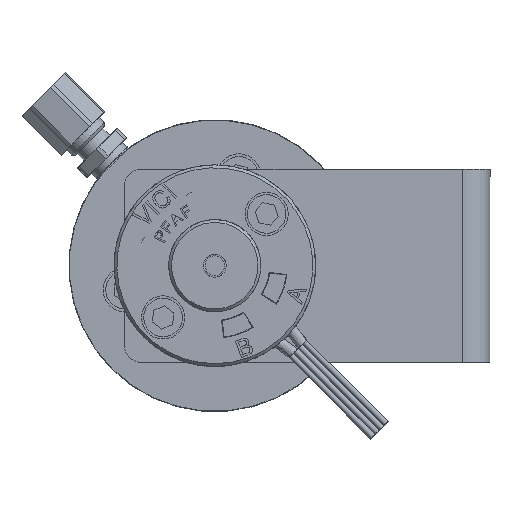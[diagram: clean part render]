
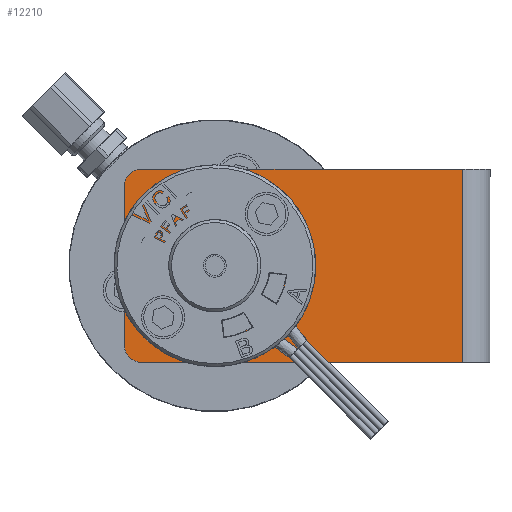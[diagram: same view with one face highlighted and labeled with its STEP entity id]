
A CAD part, left-side view. The second image highlights one B-rep face of the part: STEP entity #12210.
In plain terms, the highlighted planar face has unit normal (-1, 0, 0).
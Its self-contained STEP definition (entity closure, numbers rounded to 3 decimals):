
#11924=CARTESIAN_POINT('',(-118.244,4.78,0.));
#11925=VERTEX_POINT('',#11924);
#11974=CARTESIAN_POINT('',(-118.244,60.45,0.));
#11975=VERTEX_POINT('',#11974);
#11982=CARTESIAN_POINT('',(-118.244,60.45,0.));
#11983=DIRECTION('',(0.0,-1.0,0.0));
#11984=VECTOR('',#11983,55.67);
#11985=LINE('',#11982,#11984);
#11986=EDGE_CURVE('',#11975,#11925,#11985,.T.);
#11996=CARTESIAN_POINT('',(-118.244,4.78,-33.528));
#11997=VERTEX_POINT('',#11996);
#12014=CARTESIAN_POINT('',(-118.244,4.78,0.));
#12015=DIRECTION('',(0.0,0.0,-1.0));
#12016=VECTOR('',#12015,33.528);
#12017=LINE('',#12014,#12016);
#12018=EDGE_CURVE('',#11925,#11997,#12017,.T.);
#12070=CARTESIAN_POINT('',(-118.244,63.5,0.));
#12071=DIRECTION('',(-1.0,0.0,0.0));
#12072=DIRECTION('',(0.0,0.0,1.0));
#12073=AXIS2_PLACEMENT_3D('',#12070,#12071,#12072);
#12074=PLANE('',#12073);
#12075=ORIENTED_EDGE('',*,*,#12018,.F.);
#12076=ORIENTED_EDGE('',*,*,#11986,.F.);
#12077=CARTESIAN_POINT('',(-118.244,63.5,-3.05));
#12078=VERTEX_POINT('',#12077);
#12079=CARTESIAN_POINT('',(-118.244,60.45,-3.05));
#12080=DIRECTION('',(1.0,0.,0.));
#12081=DIRECTION('',(0.,0.707,0.707));
#12082=AXIS2_PLACEMENT_3D('',#12079,#12080,#12081);
#12083=CIRCLE('',#12082,3.05);
#12084=EDGE_CURVE('',#12078,#11975,#12083,.T.);
#12085=ORIENTED_EDGE('',*,*,#12084,.F.);
#12086=CARTESIAN_POINT('',(-118.244,63.5,-30.478));
#12087=VERTEX_POINT('',#12086);
#12088=CARTESIAN_POINT('',(-118.244,63.5,-3.05));
#12089=DIRECTION('',(0.0,0.0,-1.0));
#12090=VECTOR('',#12089,27.428);
#12091=LINE('',#12088,#12090);
#12092=EDGE_CURVE('',#12078,#12087,#12091,.T.);
#12093=ORIENTED_EDGE('',*,*,#12092,.T.);
#12094=CARTESIAN_POINT('',(-118.244,60.45,-33.528));
#12095=VERTEX_POINT('',#12094);
#12096=CARTESIAN_POINT('',(-118.244,60.45,-30.478));
#12097=DIRECTION('',(1.0,0.,0.));
#12098=DIRECTION('',(0.,0.707,-0.707));
#12099=AXIS2_PLACEMENT_3D('',#12096,#12097,#12098);
#12100=CIRCLE('',#12099,3.05);
#12101=EDGE_CURVE('',#12095,#12087,#12100,.T.);
#12102=ORIENTED_EDGE('',*,*,#12101,.F.);
#12103=CARTESIAN_POINT('',(-118.244,60.45,-33.528));
#12104=DIRECTION('',(0.0,-1.0,0.0));
#12105=VECTOR('',#12104,55.67);
#12106=LINE('',#12103,#12105);
#12107=EDGE_CURVE('',#12095,#11997,#12106,.T.);
#12108=ORIENTED_EDGE('',*,*,#12107,.T.);
#12109=EDGE_LOOP('',(#12075,#12076,#12085,#12093,#12102,#12108));
#12110=FACE_OUTER_BOUND('',#12109,.T.);
#12111=CARTESIAN_POINT('',(-118.244,55.205,-24.217));
#12112=VERTEX_POINT('',#12111);
#12113=CARTESIAN_POINT('',(-118.244,56.732,-25.744));
#12114=DIRECTION('',(1.0,0.,0.));
#12115=DIRECTION('',(0.,-0.707,0.707));
#12116=AXIS2_PLACEMENT_3D('',#12113,#12114,#12115);
#12117=CIRCLE('',#12116,2.16);
#12118=EDGE_CURVE('',#12112,#12112,#12117,.T.);
#12119=ORIENTED_EDGE('',*,*,#12118,.T.);
#12120=EDGE_LOOP('',(#12119));
#12121=FACE_BOUND('',#12120,.T.);
#12122=CARTESIAN_POINT('',(-118.244,58.292,-16.764));
#12123=VERTEX_POINT('',#12122);
#12124=CARTESIAN_POINT('',(-118.244,60.452,-16.764));
#12125=DIRECTION('',(1.0,0.0,0.0));
#12126=DIRECTION('',(0.0,-1.0,0.0));
#12127=AXIS2_PLACEMENT_3D('',#12124,#12125,#12126);
#12128=CIRCLE('',#12127,2.16);
#12129=EDGE_CURVE('',#12123,#12123,#12128,.T.);
#12130=ORIENTED_EDGE('',*,*,#12129,.T.);
#12131=EDGE_LOOP('',(#12130));
#12132=FACE_BOUND('',#12131,.T.);
#12133=CARTESIAN_POINT('',(-118.244,55.205,-9.311));
#12134=VERTEX_POINT('',#12133);
#12135=CARTESIAN_POINT('',(-118.244,56.732,-7.784));
#12136=DIRECTION('',(1.0,0.,0.));
#12137=DIRECTION('',(0.,-0.707,-0.707));
#12138=AXIS2_PLACEMENT_3D('',#12135,#12136,#12137);
#12139=CIRCLE('',#12138,2.16);
#12140=EDGE_CURVE('',#12134,#12134,#12139,.T.);
#12141=ORIENTED_EDGE('',*,*,#12140,.T.);
#12142=EDGE_LOOP('',(#12141));
#12143=FACE_BOUND('',#12142,.T.);
#12144=CARTESIAN_POINT('',(-118.244,47.752,-6.224));
#12145=VERTEX_POINT('',#12144);
#12146=CARTESIAN_POINT('',(-118.244,47.752,-4.064));
#12147=DIRECTION('',(1.0,0.0,0.0));
#12148=DIRECTION('',(0.0,0.0,-1.0));
#12149=AXIS2_PLACEMENT_3D('',#12146,#12147,#12148);
#12150=CIRCLE('',#12149,2.16);
#12151=EDGE_CURVE('',#12145,#12145,#12150,.T.);
#12152=ORIENTED_EDGE('',*,*,#12151,.T.);
#12153=EDGE_LOOP('',(#12152));
#12154=FACE_BOUND('',#12153,.T.);
#12155=CARTESIAN_POINT('',(-118.244,40.299,-9.311));
#12156=VERTEX_POINT('',#12155);
#12157=CARTESIAN_POINT('',(-118.244,38.772,-7.784));
#12158=DIRECTION('',(1.0,0.,0.));
#12159=DIRECTION('',(0.,0.707,-0.707));
#12160=AXIS2_PLACEMENT_3D('',#12157,#12158,#12159);
#12161=CIRCLE('',#12160,2.16);
#12162=EDGE_CURVE('',#12156,#12156,#12161,.T.);
#12163=ORIENTED_EDGE('',*,*,#12162,.T.);
#12164=EDGE_LOOP('',(#12163));
#12165=FACE_BOUND('',#12164,.T.);
#12166=CARTESIAN_POINT('',(-118.244,37.212,-16.764));
#12167=VERTEX_POINT('',#12166);
#12168=CARTESIAN_POINT('',(-118.244,35.052,-16.764));
#12169=DIRECTION('',(1.0,0.0,0.0));
#12170=DIRECTION('',(0.0,1.0,0.0));
#12171=AXIS2_PLACEMENT_3D('',#12168,#12169,#12170);
#12172=CIRCLE('',#12171,2.16);
#12173=EDGE_CURVE('',#12167,#12167,#12172,.T.);
#12174=ORIENTED_EDGE('',*,*,#12173,.T.);
#12175=EDGE_LOOP('',(#12174));
#12176=FACE_BOUND('',#12175,.T.);
#12177=CARTESIAN_POINT('',(-118.244,40.299,-24.217));
#12178=VERTEX_POINT('',#12177);
#12179=CARTESIAN_POINT('',(-118.244,38.772,-25.744));
#12180=DIRECTION('',(1.0,0.,0.));
#12181=DIRECTION('',(0.,0.707,0.707));
#12182=AXIS2_PLACEMENT_3D('',#12179,#12180,#12181);
#12183=CIRCLE('',#12182,2.16);
#12184=EDGE_CURVE('',#12178,#12178,#12183,.T.);
#12185=ORIENTED_EDGE('',*,*,#12184,.T.);
#12186=EDGE_LOOP('',(#12185));
#12187=FACE_BOUND('',#12186,.T.);
#12188=CARTESIAN_POINT('',(-118.244,47.752,-27.304));
#12189=VERTEX_POINT('',#12188);
#12190=CARTESIAN_POINT('',(-118.244,47.752,-29.464));
#12191=DIRECTION('',(1.0,0.0,0.0));
#12192=DIRECTION('',(0.0,0.0,1.0));
#12193=AXIS2_PLACEMENT_3D('',#12190,#12191,#12192);
#12194=CIRCLE('',#12193,2.16);
#12195=EDGE_CURVE('',#12189,#12189,#12194,.T.);
#12196=ORIENTED_EDGE('',*,*,#12195,.T.);
#12197=EDGE_LOOP('',(#12196));
#12198=FACE_BOUND('',#12197,.T.);
#12199=CARTESIAN_POINT('',(-118.244,47.752,-7.227));
#12200=VERTEX_POINT('',#12199);
#12201=CARTESIAN_POINT('',(-118.244,47.752,-16.764));
#12202=DIRECTION('',(1.0,0.0,0.0));
#12203=DIRECTION('',(0.0,0.0,1.0));
#12204=AXIS2_PLACEMENT_3D('',#12201,#12202,#12203);
#12205=CIRCLE('',#12204,9.538);
#12206=EDGE_CURVE('',#12200,#12200,#12205,.T.);
#12207=ORIENTED_EDGE('',*,*,#12206,.T.);
#12208=EDGE_LOOP('',(#12207));
#12209=FACE_BOUND('',#12208,.T.);
#12210=ADVANCED_FACE('',(#12110,#12121,#12132,#12143,#12154,#12165,#12176,#12187,#12198,#12209),#12074,.T.);
